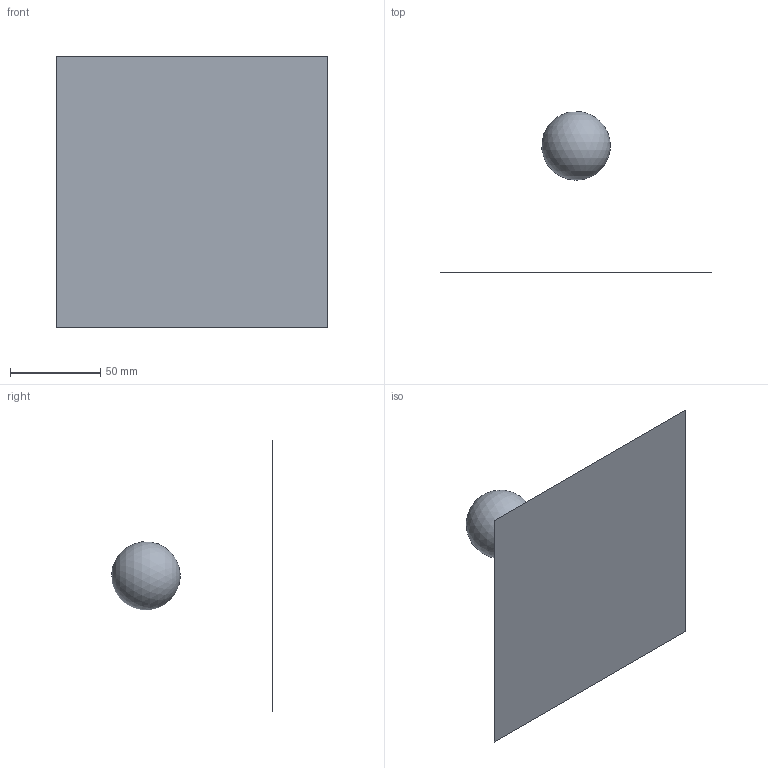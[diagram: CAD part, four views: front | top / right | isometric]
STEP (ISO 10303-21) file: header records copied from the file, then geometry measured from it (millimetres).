
FILE_DESCRIPTION( ( 'STEP Version 203' ), '1' );
FILE_NAME( 'Geom.stp', '03/14/20 18:39:56', ( 'Administrator' ), ( ' ' ), 'PSStep 17.0.49', 'DesignModeler STEP Output', ' ' );
FILE_SCHEMA( ( 'CONFIG_CONTROL_DESIGN' ) );
Length unit declared in the file: metre
Products named in the file (2): ball; rigid
Bounding box: 150 x 89 x 150 mm (x, y, z)
Surface area: 27036.5 mm2 (no closed solid volume)
Topology: 0 solids, 2 shells, 2 faces, 7 edges, 6 vertices
Faces by surface type: sphere 1, plane 1
Entity records: 133 total; most frequent: CARTESIAN_POINT 14, DIRECTION 12, CC_DESIGN_PERSON_AND_ORGANIZATION_ASSIGNMENT 9, VERTEX_POINT 6, PERSON_AND_ORGANIZATION_ROLE 4, CC_DESIGN_DATE_AND_TIME_ASSIGNMENT 4, AXIS2_PLACEMENT_3D 4, ORIENTED_EDGE 4
